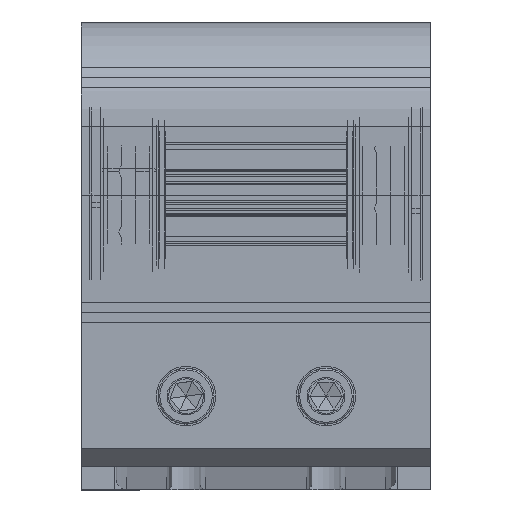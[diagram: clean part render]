
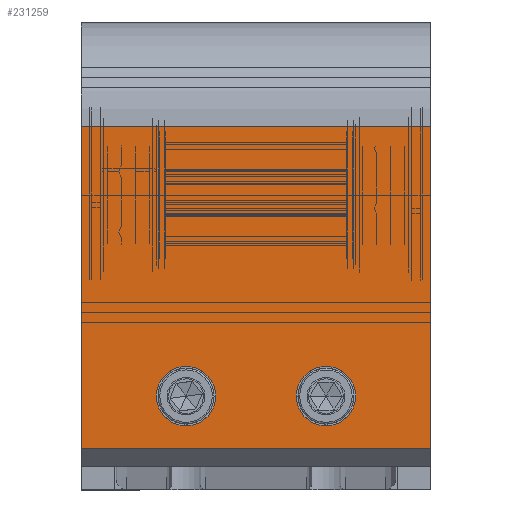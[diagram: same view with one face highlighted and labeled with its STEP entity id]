
A CAD part, top view. The second image highlights one B-rep face of the part: STEP entity #231259.
In plain terms, the highlighted planar face has unit normal (0, 0, 1).
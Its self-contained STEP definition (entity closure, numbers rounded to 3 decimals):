
#235 = CARTESIAN_POINT ( 'NONE',  ( 140.158, 218.108, 657.202 ) ) ;
#541 = CARTESIAN_POINT ( 'NONE',  ( 201.658, 203.108, 657.202 ) ) ;
#9851 = CARTESIAN_POINT ( 'NONE',  ( 101.658, 295.108, 657.202 ) ) ;
#12586 = PLANE ( 'NONE',  #59668 ) ;
#13152 = DIRECTION ( 'NONE',  ( 0., -1., 0. ) ) ;
#13885 = EDGE_CURVE ( 'NONE', #21503, #276014, #230651, .T. ) ;
#15963 = FACE_BOUND ( 'NONE', #168400, .T. ) ;
#16744 = DIRECTION ( 'NONE',  ( 0., -1., 0. ) ) ;
#21503 = VERTEX_POINT ( 'NONE', #40573 ) ;
#24476 = CIRCLE ( 'NONE', #292104, 8.5 ) ;
#30891 = EDGE_CURVE ( 'NONE', #71915, #225454, #301878, .T. ) ;
#40573 = CARTESIAN_POINT ( 'NONE',  ( 201.658, 295.108, 657.202 ) ) ;
#41777 = FACE_BOUND ( 'NONE', #228901, .T. ) ;
#46804 = CIRCLE ( 'NONE', #68930, 8.5 ) ;
#58386 = CARTESIAN_POINT ( 'NONE',  ( 163.158, 218.108, 657.202 ) ) ;
#58878 = ORIENTED_EDGE ( 'NONE', *, *, #170314, .F. ) ;
#59668 = AXIS2_PLACEMENT_3D ( 'NONE', #205948, #308587, #152962 ) ;
#61159 = CARTESIAN_POINT ( 'NONE',  ( 180.158, 218.108, 657.202 ) ) ;
#61841 = ORIENTED_EDGE ( 'NONE', *, *, #173039, .F. ) ;
#67152 = ORIENTED_EDGE ( 'NONE', *, *, #90717, .T. ) ;
#68930 = AXIS2_PLACEMENT_3D ( 'NONE', #119149, #100199, #98508 ) ;
#71418 = LINE ( 'NONE', #175808, #261690 ) ;
#71915 = VERTEX_POINT ( 'NONE', #58386 ) ;
#73383 = CARTESIAN_POINT ( 'NONE',  ( 201.658, 203.108, 657.202 ) ) ;
#81429 = VECTOR ( 'NONE', #16744, 1000. ) ;
#87676 = ORIENTED_EDGE ( 'NONE', *, *, #240278, .T. ) ;
#90717 = EDGE_CURVE ( 'NONE', #21503, #172318, #123500, .T. ) ;
#95921 = CARTESIAN_POINT ( 'NONE',  ( 201.658, 203.108, 657.202 ) ) ;
#96665 = CARTESIAN_POINT ( 'NONE',  ( 101.658, 203.108, 657.202 ) ) ;
#98508 = DIRECTION ( 'NONE',  ( 1., 0., 0. ) ) ;
#100199 = DIRECTION ( 'NONE',  ( 0., 0., 1. ) ) ;
#115761 = EDGE_CURVE ( 'NONE', #235766, #287562, #46804, .T. ) ;
#116688 = AXIS2_PLACEMENT_3D ( 'NONE', #230788, #126573, #278709 ) ;
#119149 = CARTESIAN_POINT ( 'NONE',  ( 131.658, 218.108, 657.202 ) ) ;
#123500 = LINE ( 'NONE', #309782, #234610 ) ;
#126573 = DIRECTION ( 'NONE',  ( 0., 0., 1. ) ) ;
#129902 = DIRECTION ( 'NONE',  ( 0., 0., 1. ) ) ;
#138468 = CIRCLE ( 'NONE', #116688, 8.5 ) ;
#152223 = DIRECTION ( 'NONE',  ( 1., 0., 0. ) ) ;
#152962 = DIRECTION ( 'NONE',  ( 0., 1., 0. ) ) ;
#159883 = LINE ( 'NONE', #541, #266657 ) ;
#161364 = VERTEX_POINT ( 'NONE', #96665 ) ;
#168400 = EDGE_LOOP ( 'NONE', ( #293299, #277479 ) ) ;
#170314 = EDGE_CURVE ( 'NONE', #287562, #235766, #24476, .T. ) ;
#172318 = VERTEX_POINT ( 'NONE', #9851 ) ;
#173039 = EDGE_CURVE ( 'NONE', #276014, #161364, #159883, .T. ) ;
#175808 = CARTESIAN_POINT ( 'NONE',  ( 101.658, 203.108, 657.202 ) ) ;
#205948 = CARTESIAN_POINT ( 'NONE',  ( 201.658, 203.108, 657.202 ) ) ;
#207977 = EDGE_LOOP ( 'NONE', ( #87676, #61841, #237354, #67152 ) ) ;
#214465 = EDGE_CURVE ( 'NONE', #225454, #71915, #138468, .T. ) ;
#225454 = VERTEX_POINT ( 'NONE', #61159 ) ;
#228901 = EDGE_LOOP ( 'NONE', ( #263402, #58878 ) ) ;
#230651 = LINE ( 'NONE', #73383, #81429 ) ;
#230788 = CARTESIAN_POINT ( 'NONE',  ( 171.658, 218.108, 657.202 ) ) ;
#231259 = ADVANCED_FACE ( 'NONE', ( #41777, #15963, #327517 ), #12586, .F. ) ;
#234610 = VECTOR ( 'NONE', #333788, 1000. ) ;
#235472 = DIRECTION ( 'NONE',  ( 0., 0., 1. ) ) ;
#235766 = VERTEX_POINT ( 'NONE', #235 ) ;
#237354 = ORIENTED_EDGE ( 'NONE', *, *, #13885, .F. ) ;
#240278 = EDGE_CURVE ( 'NONE', #172318, #161364, #71418, .T. ) ;
#261690 = VECTOR ( 'NONE', #13152, 1000. ) ;
#262799 = DIRECTION ( 'NONE',  ( 1., 0., 0. ) ) ;
#263402 = ORIENTED_EDGE ( 'NONE', *, *, #115761, .F. ) ;
#266657 = VECTOR ( 'NONE', #288076, 1000. ) ;
#274441 = AXIS2_PLACEMENT_3D ( 'NONE', #338211, #235472, #262799 ) ;
#276014 = VERTEX_POINT ( 'NONE', #95921 ) ;
#277479 = ORIENTED_EDGE ( 'NONE', *, *, #30891, .F. ) ;
#278709 = DIRECTION ( 'NONE',  ( 1., 0., 0. ) ) ;
#287562 = VERTEX_POINT ( 'NONE', #305001 ) ;
#288076 = DIRECTION ( 'NONE',  ( -1., 0., 0. ) ) ;
#292104 = AXIS2_PLACEMENT_3D ( 'NONE', #331822, #129902, #152223 ) ;
#293299 = ORIENTED_EDGE ( 'NONE', *, *, #214465, .F. ) ;
#301878 = CIRCLE ( 'NONE', #274441, 8.5 ) ;
#305001 = CARTESIAN_POINT ( 'NONE',  ( 123.158, 218.108, 657.202 ) ) ;
#308587 = DIRECTION ( 'NONE',  ( 0., 0., -1. ) ) ;
#309782 = CARTESIAN_POINT ( 'NONE',  ( 201.658, 295.108, 657.202 ) ) ;
#327517 = FACE_OUTER_BOUND ( 'NONE', #207977, .T. ) ;
#331822 = CARTESIAN_POINT ( 'NONE',  ( 131.658, 218.108, 657.202 ) ) ;
#333788 = DIRECTION ( 'NONE',  ( -1., 0., 0. ) ) ;
#338211 = CARTESIAN_POINT ( 'NONE',  ( 171.658, 218.108, 657.202 ) ) ;
